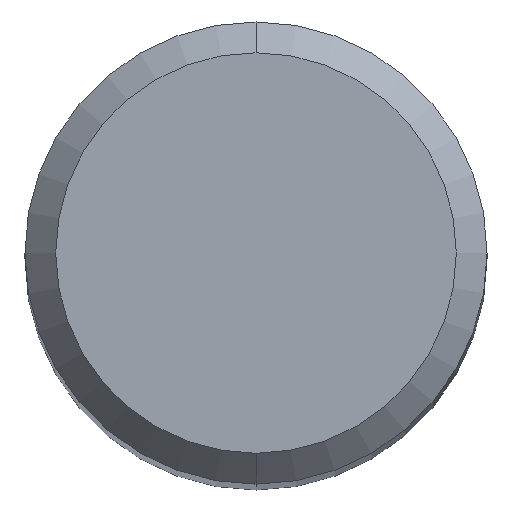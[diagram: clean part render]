
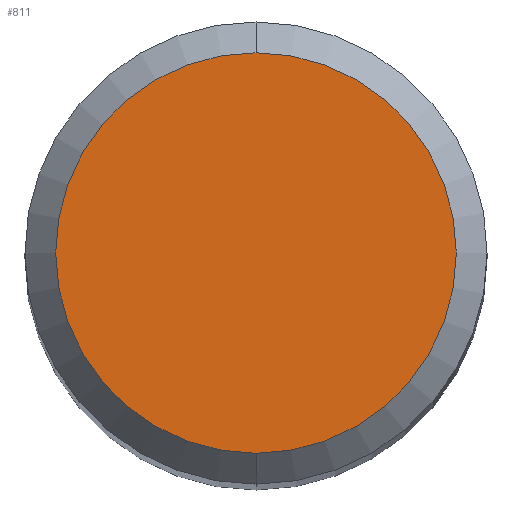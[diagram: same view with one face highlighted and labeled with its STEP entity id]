
A CAD part, top view. The second image highlights one B-rep face of the part: STEP entity #811.
In plain terms, the highlighted planar face has unit normal (0, 0, 1).
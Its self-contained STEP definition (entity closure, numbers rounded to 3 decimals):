
#597=EDGE_CURVE('',#1055,#1097,#1519,.T.);
#811=ADVANCED_FACE('',(#1750),#1751,.T.);
#1011=EDGE_CURVE('',#1097,#1055,#1973,.T.);
#1055=VERTEX_POINT('',#2019);
#1097=VERTEX_POINT('',#2066);
#1519=CIRCLE('',#3431,2.6);
#1750=FACE_OUTER_BOUND('',#5811,.T.);
#1751=PLANE('',#5812);
#1973=CIRCLE('',#7906,2.6);
#2019=CARTESIAN_POINT('',(0.0,2.6,0.0));
#2066=CARTESIAN_POINT('',(0.,-2.6,0.0));
#3431=AXIS2_PLACEMENT_3D('',#13884,#13885,#13886);
#5811=EDGE_LOOP('',(#14115,#14116));
#5812=AXIS2_PLACEMENT_3D('',#14117,#14118,#14119);
#7906=AXIS2_PLACEMENT_3D('',#14339,#14340,#14341);
#13884=CARTESIAN_POINT('',(0.0,0.0,0.0));
#13885=DIRECTION('',(0.0,0.0,-1.0));
#13886=DIRECTION('',(0.0,1.0,0.0));
#14115=ORIENTED_EDGE('',*,*,#597,.F.);
#14116=ORIENTED_EDGE('',*,*,#1011,.F.);
#14117=CARTESIAN_POINT('',(0.0,1.3,0.0));
#14118=DIRECTION('',(-0.0,0.0,1.0));
#14119=DIRECTION('',(0.0,-1.0,0.0));
#14339=CARTESIAN_POINT('',(0.0,0.0,0.0));
#14340=DIRECTION('',(0.0,0.0,-1.0));
#14341=DIRECTION('',(0.0,1.0,0.0));
